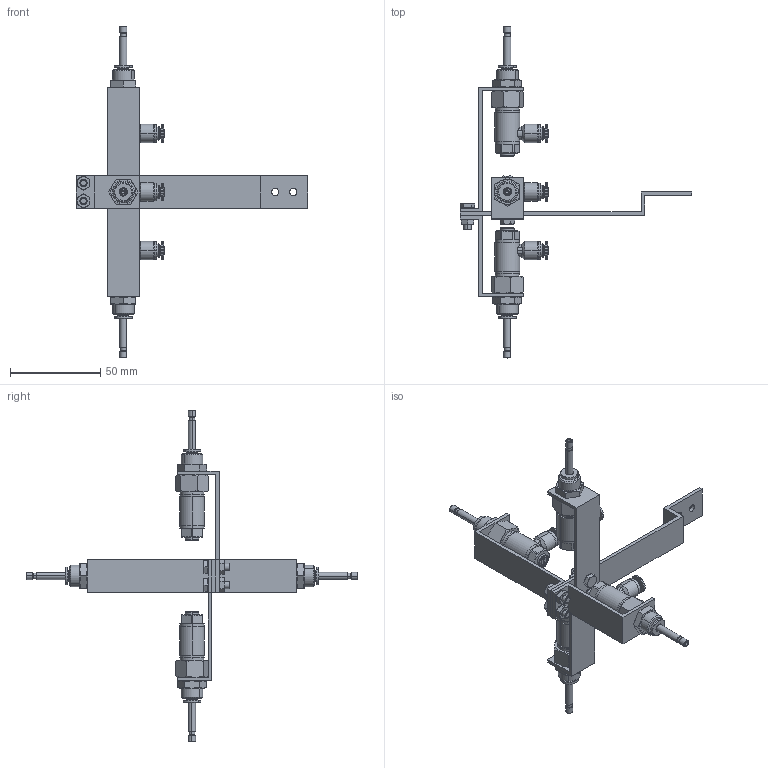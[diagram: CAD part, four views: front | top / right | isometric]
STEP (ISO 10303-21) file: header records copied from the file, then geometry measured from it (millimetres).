
FILE_DESCRIPTION (( 'STEP AP203' ), '1' );
FILE_NAME ('SE_01_1_1000.STEP', '2020-10-21T10:19:42', ( '' ), ( '' ), 'SwSTEP 2.0', 'SolidWorks 2017', '' );
FILE_SCHEMA (( 'CONFIG_CONTROL_DESIGN' ));
Length unit declared in the file: millimetre
Products named in the file (13): SE_01_1_1006; SE_01_1_1001; SE_01_1_1003; SE_01_1_1001_1_Standard; SE_01_1_1005; SE_01_1_1004; SE_01_1_1002; SE_01_1_1007; SE_01_1_1000; hex nut style 1 gradeab_iso_ISO - 4032 - M4 - W - N; SE_01_1_1001_2; SE_01_1_1001_3; hex screw gradeab_iso_ISO 4017 - M4 x 12-N
Assembly tree (24 placements, depth 3):
  SE_01_1_1000
    SE_01_1_1007
    SE_01_1_1003
    SE_01_1_1004
    SE_01_1_1005
    SE_01_1_1006
    hex screw gradeab_iso_ISO 4017 - M4 x 12-N  x4
    hex nut style 1 gradeab_iso_ISO - 4032 - M4 - W - N  x4
    SE_01_1_1001  x4
      SE_01_1_1001_1_Standard
      SE_01_1_1001_2
      SE_01_1_1001_3
    SE_01_1_1002  x4
Bounding box: 128.04 x 183.6 x 183.6 mm (x, y, z)
Volume: 50185.2 mm3; surface area: 44306 mm2
Topology: 29 solids, 29 shells, 1114 faces, 2500 edges, 1508 vertices
Faces by surface type: plane 402, cylinder 336, cone 328, torus 40, sphere 8
Entity records: 11759 total; most frequent: CARTESIAN_POINT 2125, DIRECTION 1758, ORIENTED_EDGE 1566, EDGE_CURVE 783, AXIS2_PLACEMENT_3D 700, VERTEX_POINT 483, EDGE_LOOP 404, VECTOR 358
